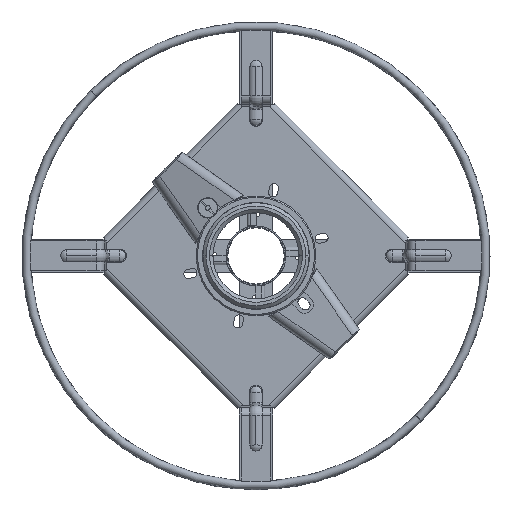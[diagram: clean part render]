
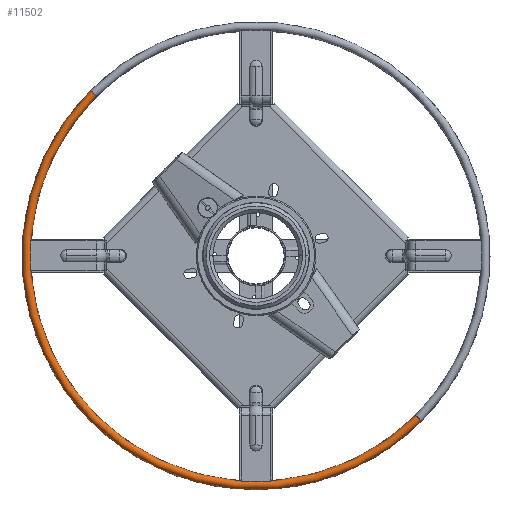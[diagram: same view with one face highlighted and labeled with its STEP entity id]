
A CAD part, top view. The second image highlights one B-rep face of the part: STEP entity #11502.
In plain terms, the highlighted toroidal (fillet/blend) face has major radius 219.869 mm and minor radius 3.969 mm.
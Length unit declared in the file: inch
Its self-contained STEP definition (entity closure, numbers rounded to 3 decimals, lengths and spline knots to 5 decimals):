
#1327 = DIRECTION ( 'NONE',  ( 0.707, 0.707, 0. ) ) ;
#2845 = FACE_OUTER_BOUND ( 'NONE', #7434, .T. ) ;
#5058 = DIRECTION ( 'NONE',  ( 0., 0., 1. ) ) ;
#6032 = DIRECTION ( 'NONE',  ( 0., 0., 1. ) ) ;
#6879 = VERTEX_POINT ( 'NONE', #50115 ) ;
#7434 = EDGE_LOOP ( 'NONE', ( #35601, #56659, #15213, #56999 ) ) ;
#8481 = AXIS2_PLACEMENT_3D ( 'NONE', #39193, #12794, #43700 ) ;
#9945 = EDGE_CURVE ( 'NONE', #40990, #10898, #53254, .T. ) ;
#10277 = CARTESIAN_POINT ( 'NONE',  ( -3.21535, 1.52673, 5.71811 ) ) ;
#10898 = VERTEX_POINT ( 'NONE', #25226 ) ;
#11502 = ADVANCED_FACE ( 'NONE', ( #2845 ), #55858, .T. ) ;
#12794 = DIRECTION ( 'NONE',  ( -0.707, -0.707, 0. ) ) ;
#15213 = ORIENTED_EDGE ( 'NONE', *, *, #9945, .T. ) ;
#18989 = CIRCLE ( 'NONE', #40056, 8.5 ) ;
#20253 = CIRCLE ( 'NONE', #55958, 8.8125 ) ;
#22695 = AXIS2_PLACEMENT_3D ( 'NONE', #27721, #1327, #32122 ) ;
#22797 = VERTEX_POINT ( 'NONE', #37484 ) ;
#23252 = CIRCLE ( 'NONE', #22695, 0.15625 ) ;
#23333 = CARTESIAN_POINT ( 'NONE',  ( -3.21535, 1.52673, 5.71811 ) ) ;
#25226 = CARTESIAN_POINT ( 'NONE',  ( 2.79505, -4.48368, 5.71813 ) ) ;
#27721 = CARTESIAN_POINT ( 'NONE',  ( -9.33625, 7.64762, 5.7181 ) ) ;
#27794 = DIRECTION ( 'NONE',  ( 1., 0., 0. ) ) ;
#30448 = CARTESIAN_POINT ( 'NONE',  ( 3.01603, -4.70465, 5.71813 ) ) ;
#31517 = CARTESIAN_POINT ( 'NONE',  ( -3.21535, 1.52673, 5.71811 ) ) ;
#32122 = DIRECTION ( 'NONE',  ( -0.707, 0.707, 0. ) ) ;
#33508 = EDGE_CURVE ( 'NONE', #6879, #22797, #23252, .T. ) ;
#35601 = ORIENTED_EDGE ( 'NONE', *, *, #33508, .F. ) ;
#35959 = DIRECTION ( 'NONE',  ( 1., 0., 0. ) ) ;
#36901 = DIRECTION ( 'NONE',  ( 0.707, -0.707, 0. ) ) ;
#37484 = CARTESIAN_POINT ( 'NONE',  ( -9.22576, 7.53714, 5.7181 ) ) ;
#39193 = CARTESIAN_POINT ( 'NONE',  ( 2.90554, -4.59416, 5.71813 ) ) ;
#40056 = AXIS2_PLACEMENT_3D ( 'NONE', #23333, #54117, #27794 ) ;
#40685 = EDGE_CURVE ( 'NONE', #22797, #10898, #18989, .T. ) ;
#40990 = VERTEX_POINT ( 'NONE', #30448 ) ;
#43700 = DIRECTION ( 'NONE',  ( 0.707, -0.707, 0. ) ) ;
#50115 = CARTESIAN_POINT ( 'NONE',  ( -9.44673, 7.75811, 5.71809 ) ) ;
#51321 = AXIS2_PLACEMENT_3D ( 'NONE', #10277, #6032, #36901 ) ;
#53254 = CIRCLE ( 'NONE', #8481, 0.15625 ) ;
#54117 = DIRECTION ( 'NONE',  ( 0., 0., 1. ) ) ;
#55858 = TOROIDAL_SURFACE ( 'NONE', #51321, 8.65625, 0.15625 ) ;
#55958 = AXIS2_PLACEMENT_3D ( 'NONE', #31517, #5058, #35959 ) ;
#56237 = EDGE_CURVE ( 'NONE', #6879, #40990, #20253, .T. ) ;
#56659 = ORIENTED_EDGE ( 'NONE', *, *, #56237, .T. ) ;
#56999 = ORIENTED_EDGE ( 'NONE', *, *, #40685, .F. ) ;
